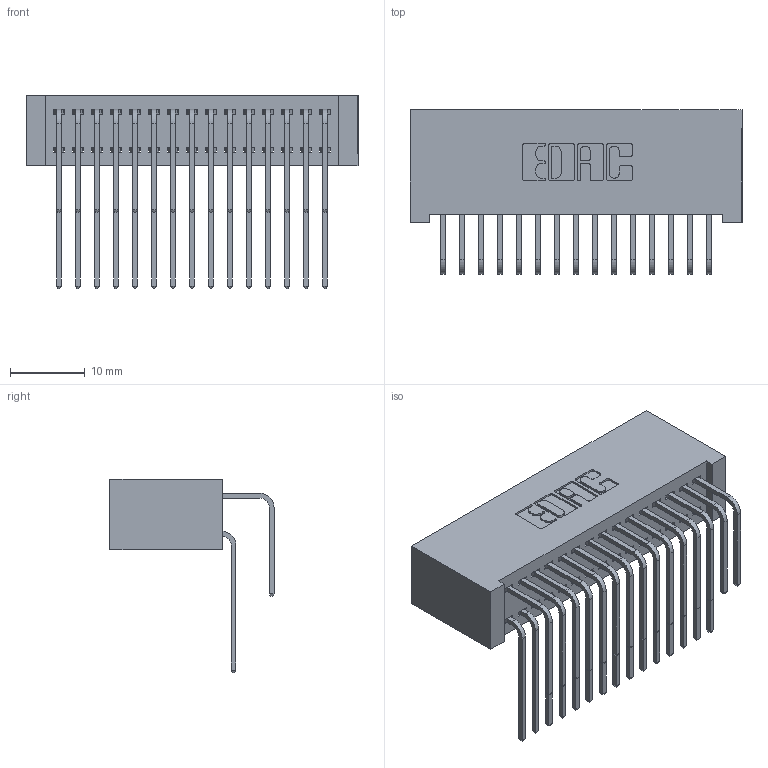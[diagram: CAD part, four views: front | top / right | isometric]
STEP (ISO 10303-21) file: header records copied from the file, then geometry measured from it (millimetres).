
FILE_DESCRIPTION (( 'STEP AP203' ), '1' );
FILE_NAME ('342-030-558-201.STEP', '2018-08-11T15:52:07', ( '' ), ( '' ), 'SwSTEP 2.0', 'SolidWorks 2016', '' );
FILE_SCHEMA (( 'CONFIG_CONTROL_DESIGN' ));
Length unit declared in the file: inch
Products named in the file (4): 342 Part_Lugless; 345-292-001_558 559 Tail - 1; 345-292-001_558 Tail - 2; 342-030-558-201
Assembly tree (31 placements, depth 2):
  342-030-558-201
    342 Part_Lugless
    345-292-001_558 559 Tail - 1  x15
    345-292-001_558 Tail - 2  x15
Bounding box: 44.35 x 21.91 x 25.78 mm (x, y, z)
Volume: 4469.5 mm3; surface area: 7839 mm2
Topology: 31 solids, 31 shells, 1722 faces, 5105 edges, 3362 vertices
Faces by surface type: plane 1202, cylinder 520
Entity records: 14517 total; most frequent: CARTESIAN_POINT 2485, ORIENTED_EDGE 2370, DIRECTION 2145, EDGE_CURVE 1185, LINE 1025, VECTOR 1025, VERTEX_POINT 786, AXIS2_PLACEMENT_3D 560
